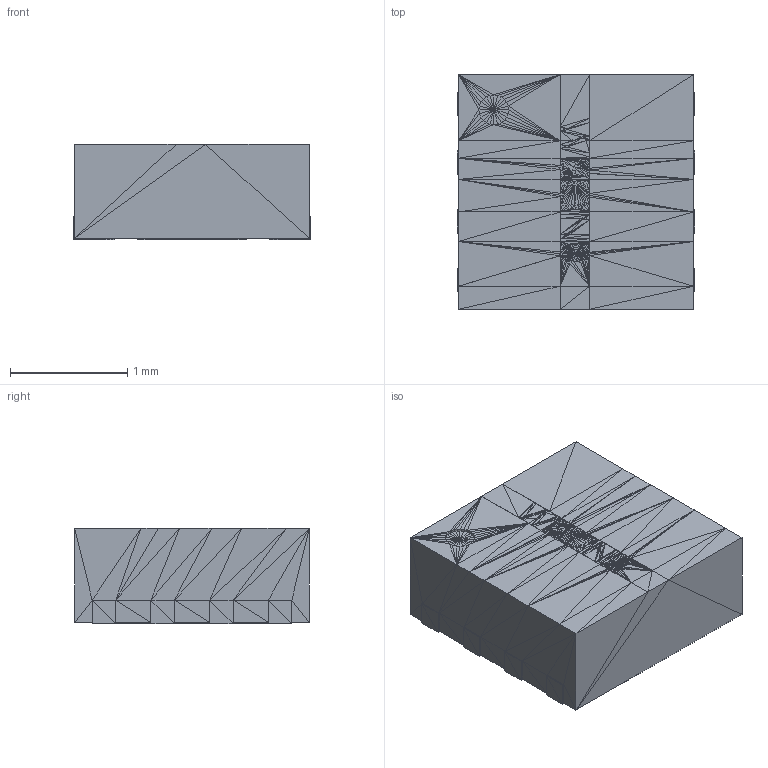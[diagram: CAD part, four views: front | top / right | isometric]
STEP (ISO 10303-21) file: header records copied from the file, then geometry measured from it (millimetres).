
FILE_DESCRIPTION(('auto-generated'),'2;1');
FILE_SCHEMA(('CONFIG_CONTROL_DESIGN'));
Bounding box: 2.02 x 2 x 0.81 mm (x, y, z)
Surface area: 14.7 mm2 (no closed solid volume)
Topology: 0 solids, 25 shells, 2288 faces, 3968 edges, 1682 vertices
Faces by surface type: plane 2288
Entity records: 36901 total; most frequent: ORIENTED_EDGE 6864, DIRECTION 4809, LINE 3968, EDGE_CURVE 3968, VECTOR 2438, AXIS2_PLACEMENT_3D 2289, PLANE 2288, EDGE_LOOP 2288
